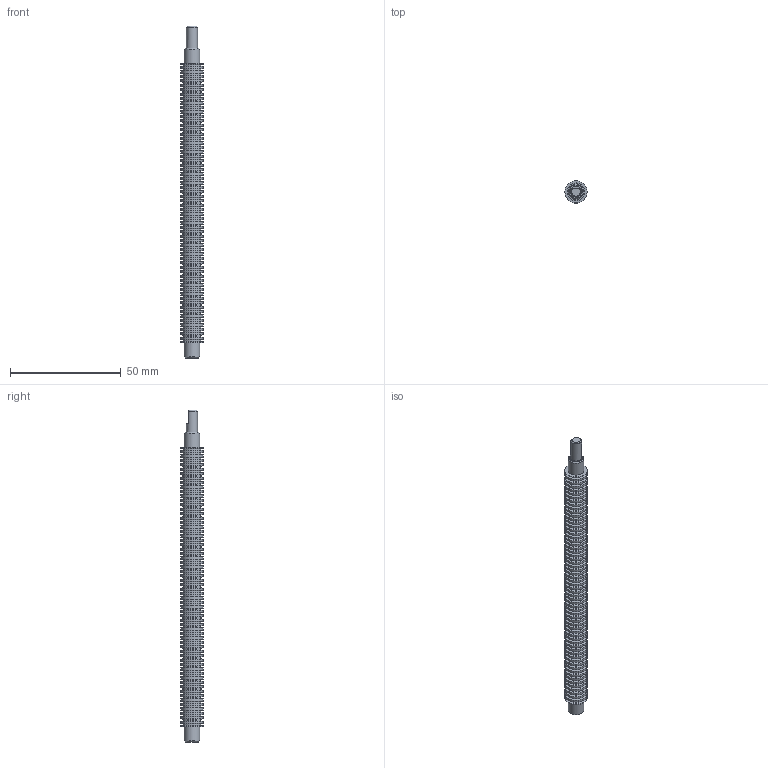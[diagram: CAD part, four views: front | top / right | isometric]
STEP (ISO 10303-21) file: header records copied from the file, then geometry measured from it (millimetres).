
FILE_DESCRIPTION(('FreeCAD Model'),'2;1');
FILE_NAME('drive_rod_10mm_mini_HD-RD0037.step','2016-11-08T15:20:12',('Author'),(''), 'Open CASCADE STEP processor 6.8','FreeCAD','Unknown');
FILE_SCHEMA(('AUTOMOTIVE_DESIGN_CC2 { 1 2 10303 214 -1 1 5 4 }'));
Length unit declared in the file: millimetre
Products named in the file (2): ASSEMBLY; Chamfer001
Assembly tree (1 placements, depth 2):
  ASSEMBLY
    Chamfer001
Bounding box: 10 x 10 x 150 mm (x, y, z)
Volume: 9052.4 mm3; surface area: 7339.9 mm2
Topology: 1 solids, 1 shells, 267 faces, 531 edges, 269 vertices
Faces by surface type: cylinder 130, cone 130, plane 7
Full cylindrical faces by diameter (mm): 5 x1, 7 x2, 8 x63, 10 x64
Entity records: 13636 total; most frequent: DIRECTION 2378, CARTESIAN_POINT 2203, LINE 1301, VECTOR 1301, ORIENTED_EDGE 1062, PCURVE 1062, DEFINITIONAL_REPRESENTATION 1062, AXIS2_PLACEMENT_3D 537
